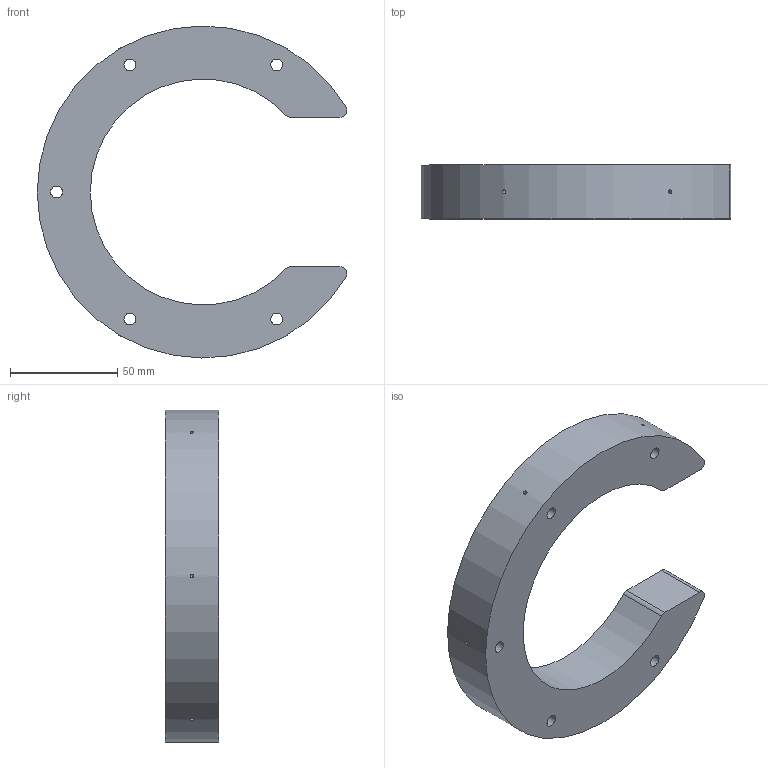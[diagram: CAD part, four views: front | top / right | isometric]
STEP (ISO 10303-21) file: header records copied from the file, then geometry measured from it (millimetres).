
FILE_DESCRIPTION(/* description */ (''),/* implementation_level */ '2;1');
FILE_NAME(/* name */ 'Rotational_Spacer.stp',/* time_stamp */ '2024-04-24T10:00:05-04:00',/* author */ ('er9852'),/* organization */ (''),/* preprocessor_version */ 'ST-DEVELOPER v20',/* originating_system */ 'Autodesk Inventor 2024',/* authorisation */ '');
FILE_SCHEMA (('AUTOMOTIVE_DESIGN { 1 0 10303 214 3 1 1 }'));
Length unit declared in the file: inch
Products named in the file (1): Rotational_Spacer
Bounding box: 144.48 x 25.13 x 154.98 mm (x, y, z)
Volume: 205341.8 mm3; surface area: 36691.1 mm2
Topology: 1 solids, 1 shells, 25 faces, 69 edges, 46 vertices
Faces by surface type: cylinder 16, cone 5, plane 4
Full cylindrical faces by diameter (mm): 1.778 x5, 5.512 x5
Entity records: 1005 total; most frequent: CARTESIAN_POINT 311, DIRECTION 133, ORIENTED_EDGE 128, EDGE_CURVE 64, AXIS2_PLACEMENT_3D 53, VERTEX_POINT 46, EDGE_LOOP 40, LINE 27
